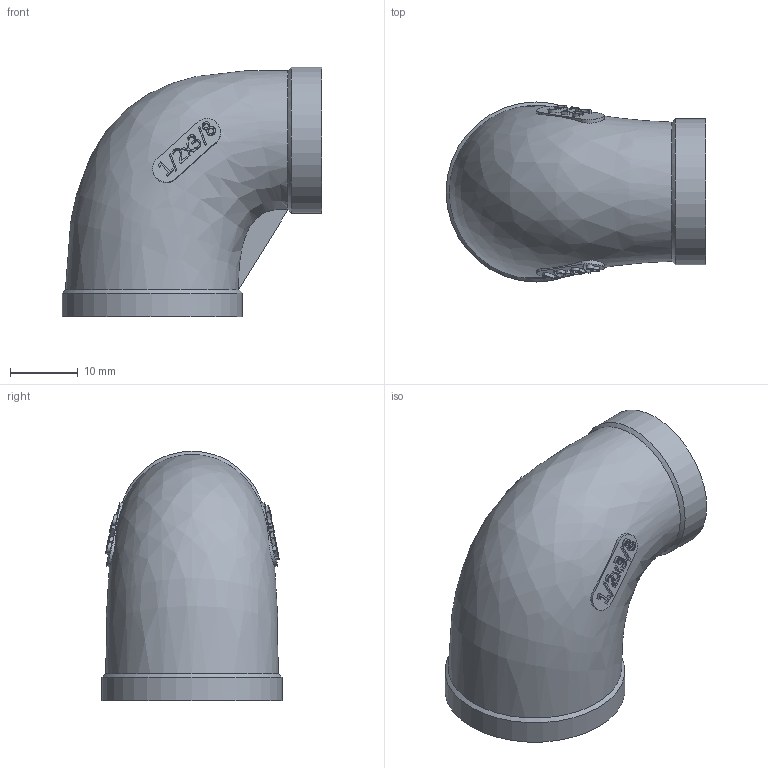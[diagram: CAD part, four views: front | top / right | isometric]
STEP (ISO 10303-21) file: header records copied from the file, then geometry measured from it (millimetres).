
FILE_DESCRIPTION(/* description */ ('Unknown'),/* implementation_level */ '2;1');
FILE_NAME(/* name */ 'R304-1_2x3_8',/* time_stamp */ '2021-10-14T16:48:59+08:00',/* author */ ('Unknown'),/* organization */ ('Unknown'),/* preprocessor_version */ 'ST-DEVELOPER v16.7',/* originating_system */ 'DEX',/* authorisation */ $);
FILE_SCHEMA (('AUTOMOTIVE_DESIGN {1 0 10303 214 3 1 1}'));
Length unit declared in the file: millimetre
Products named in the file (1): R304-1_2x3_8
Bounding box: 38.25 x 26.5 x 36.76 mm (x, y, z)
Volume: 9562.9 mm3; surface area: 6588 mm2
Topology: 1 solids, 1 shells, 132 faces, 347 edges, 230 vertices
Faces by surface type: plane 84, bspline 44, cylinder 2, cone 2
Full cylindrical faces by diameter (mm): 21.51 x1, 26.5 x1
Entity records: 7807 total; most frequent: CARTESIAN_POINT 5030, ORIENTED_EDGE 624, DIRECTION 420, EDGE_CURVE 312, LINE 216, VECTOR 216, VERTEX_POINT 209, EDGE_LOOP 149
